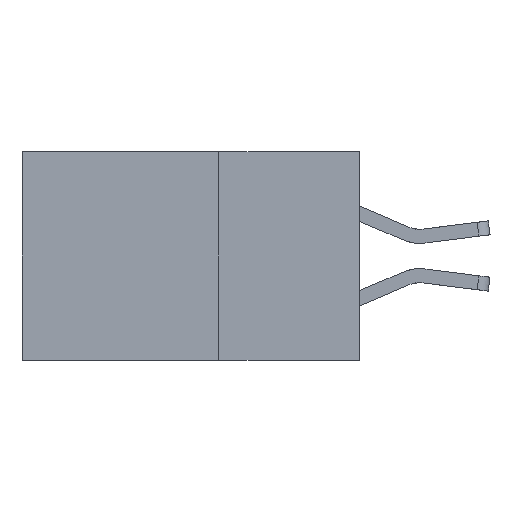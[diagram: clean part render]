
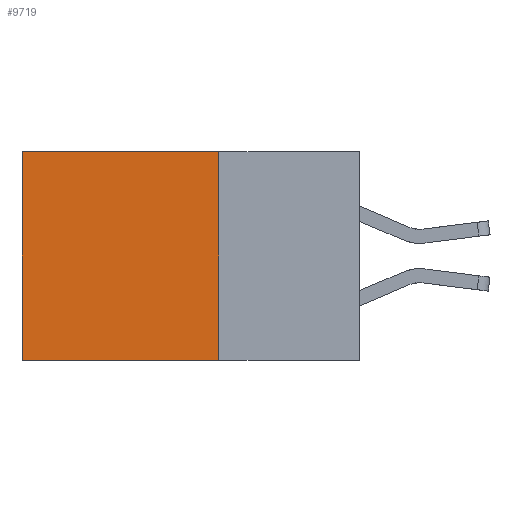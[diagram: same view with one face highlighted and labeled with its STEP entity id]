
A CAD part, left-side view. The second image highlights one B-rep face of the part: STEP entity #9719.
In plain terms, the highlighted planar face has unit normal (-1, 0, 0).
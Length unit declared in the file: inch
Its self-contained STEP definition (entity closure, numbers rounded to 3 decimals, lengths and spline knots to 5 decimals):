
#251 = EDGE_LOOP ( 'NONE', ( #2231, #779, #9250, #4220 ) ) ;
#732 = VERTEX_POINT ( 'NONE', #10191 ) ;
#779 = ORIENTED_EDGE ( 'NONE', *, *, #3436, .F. ) ;
#865 = VECTOR ( 'NONE', #4122, 39.37008 ) ;
#1187 = PLANE ( 'NONE',  #5210 ) ;
#1262 = DIRECTION ( 'NONE',  ( 1., 0., 0. ) ) ;
#1481 = LINE ( 'NONE', #9057, #9866 ) ;
#1894 = EDGE_CURVE ( 'NONE', #4801, #2256, #1481, .T. ) ;
#2139 = CARTESIAN_POINT ( 'NONE',  ( 0.2875, 0.25, 0. ) ) ;
#2231 = ORIENTED_EDGE ( 'NONE', *, *, #6452, .T. ) ;
#2256 = VERTEX_POINT ( 'NONE', #6506 ) ;
#3026 = EDGE_CURVE ( 'NONE', #4801, #6615, #8086, .T. ) ;
#3254 = VECTOR ( 'NONE', #8420, 39.37008 ) ;
#3436 = EDGE_CURVE ( 'NONE', #2256, #732, #5765, .T. ) ;
#3657 = CARTESIAN_POINT ( 'NONE',  ( 0.2875, 0.25, -0.37 ) ) ;
#3985 = VECTOR ( 'NONE', #6994, 39.37008 ) ;
#4122 = DIRECTION ( 'NONE',  ( 0., 0., -1. ) ) ;
#4175 = DIRECTION ( 'NONE',  ( 0., 0., -1. ) ) ;
#4220 = ORIENTED_EDGE ( 'NONE', *, *, #3026, .T. ) ;
#4801 = VERTEX_POINT ( 'NONE', #2139 ) ;
#5210 = AXIS2_PLACEMENT_3D ( 'NONE', #5315, #1262, #9445 ) ;
#5273 = CARTESIAN_POINT ( 'NONE',  ( 0.2875, 0.6, 0. ) ) ;
#5315 = CARTESIAN_POINT ( 'NONE',  ( 0.2875, 0.25, 0. ) ) ;
#5765 = LINE ( 'NONE', #3657, #3985 ) ;
#5886 = CARTESIAN_POINT ( 'NONE',  ( 0.2875, 0.25, 0. ) ) ;
#6008 = CARTESIAN_POINT ( 'NONE',  ( 0.2875, 0.6, 0. ) ) ;
#6452 = EDGE_CURVE ( 'NONE', #6615, #732, #8626, .T. ) ;
#6506 = CARTESIAN_POINT ( 'NONE',  ( 0.2875, 0.25, -0.37 ) ) ;
#6615 = VERTEX_POINT ( 'NONE', #6008 ) ;
#6994 = DIRECTION ( 'NONE',  ( 0., 1., 0. ) ) ;
#7320 = FACE_OUTER_BOUND ( 'NONE', #251, .T. ) ;
#8086 = LINE ( 'NONE', #5886, #3254 ) ;
#8420 = DIRECTION ( 'NONE',  ( 0., 1., 0. ) ) ;
#8626 = LINE ( 'NONE', #5273, #865 ) ;
#9057 = CARTESIAN_POINT ( 'NONE',  ( 0.2875, 0.25, 0. ) ) ;
#9250 = ORIENTED_EDGE ( 'NONE', *, *, #1894, .F. ) ;
#9445 = DIRECTION ( 'NONE',  ( 0., 0., -1. ) ) ;
#9719 = ADVANCED_FACE ( 'NONE', ( #7320 ), #1187, .F. ) ;
#9866 = VECTOR ( 'NONE', #4175, 39.37008 ) ;
#10191 = CARTESIAN_POINT ( 'NONE',  ( 0.2875, 0.6, -0.37 ) ) ;
